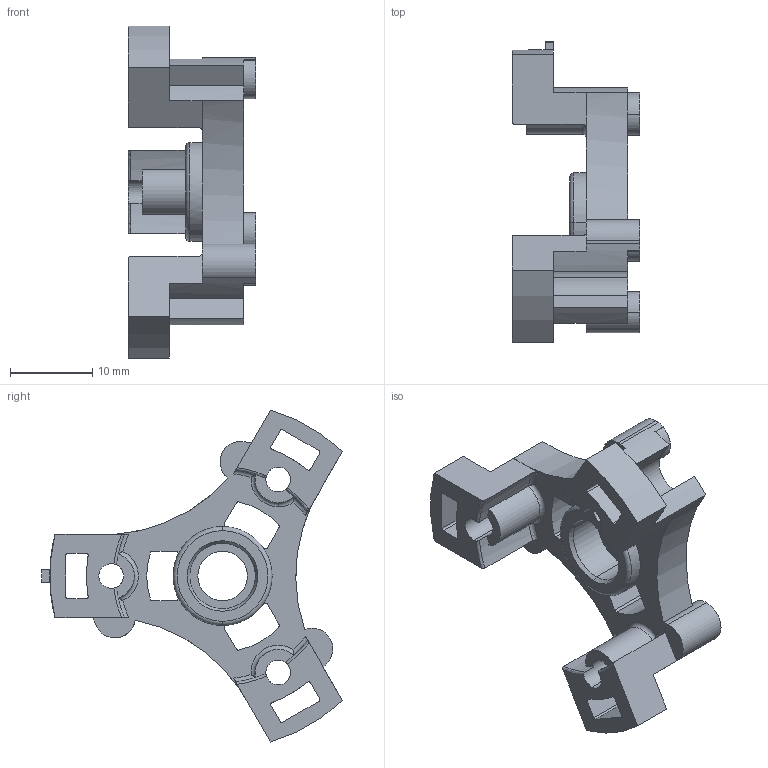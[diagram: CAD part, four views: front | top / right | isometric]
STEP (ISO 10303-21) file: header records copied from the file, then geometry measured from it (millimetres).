
FILE_DESCRIPTION (( 'STEP AP203' ), '1' );
FILE_NAME ('后端盖-A型-晨光-测绘+圆周定位-方案3-方案4.STEP', '2021-05-22T08:23:35', ( '' ), ( '' ), 'SwSTEP 2.0', 'SolidWorks 2021', '' );
FILE_SCHEMA (( 'CONFIG_CONTROL_DESIGN' ));
Length unit declared in the file: millimetre
Products named in the file (1): 后端盖-A型-晨光-测绘+圆周定位-方案3-方案4
Bounding box: 15.5 x 36.48 x 40.26 mm (x, y, z)
Volume: 3248.9 mm3; surface area: 3767.4 mm2
Topology: 1 solids, 1 shells, 168 faces, 487 edges, 317 vertices
Faces by surface type: cylinder 84, plane 58, torus 18, cone 8
Entity records: 5829 total; most frequent: CARTESIAN_POINT 1105, DIRECTION 1042, ORIENTED_EDGE 974, EDGE_CURVE 487, AXIS2_PLACEMENT_3D 410, VERTEX_POINT 317, CIRCLE 241, VECTOR 222
